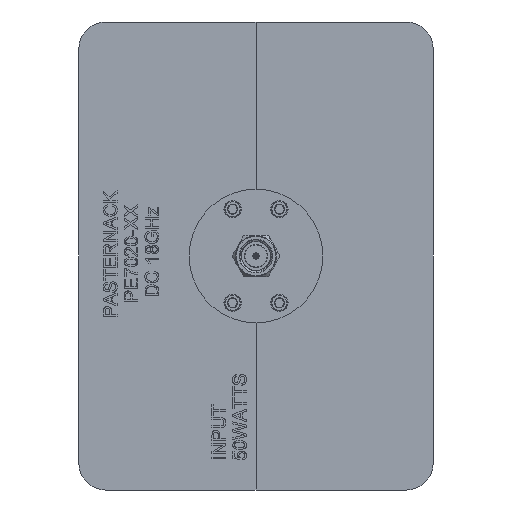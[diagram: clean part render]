
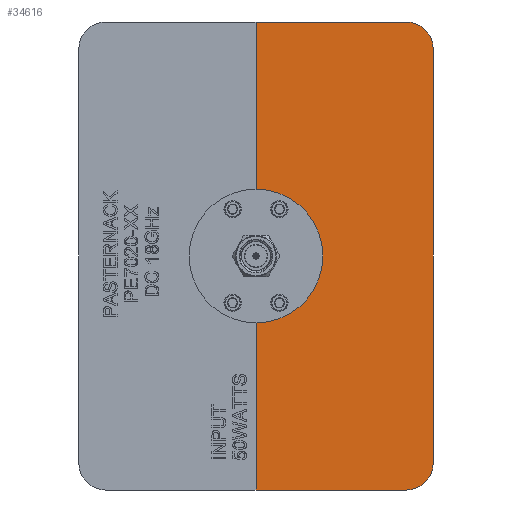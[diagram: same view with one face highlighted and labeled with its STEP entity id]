
A CAD part, left-side view. The second image highlights one B-rep face of the part: STEP entity #34616.
In plain terms, the highlighted planar face has unit normal (-1, 0, 0).
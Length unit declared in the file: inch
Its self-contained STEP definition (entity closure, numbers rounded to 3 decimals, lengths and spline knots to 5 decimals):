
#56 = CARTESIAN_POINT ( 'NONE',  ( -1.43825, -1.325, 1.55 ) ) ;
#620 = CIRCLE ( 'NONE', #38032, 0.2 ) ;
#1066 = VECTOR ( 'NONE', #16964, 39.37008 ) ;
#1347 = AXIS2_PLACEMENT_3D ( 'NONE', #27209, #12904, #18772 ) ;
#1357 = VERTEX_POINT ( 'NONE', #1385 ) ;
#1385 = CARTESIAN_POINT ( 'NONE',  ( -1.43825, -1.325, -1.55 ) ) ;
#1486 = CARTESIAN_POINT ( 'NONE',  ( -1.43825, 0., 1.75 ) ) ;
#1803 = EDGE_CURVE ( 'NONE', #3224, #18146, #620, .T. ) ;
#2139 = DIRECTION ( 'NONE',  ( -1., 0., 0. ) ) ;
#2478 = CIRCLE ( 'NONE', #36670, 0.2 ) ;
#2673 = DIRECTION ( 'NONE',  ( -1., 0., 0. ) ) ;
#3224 = VERTEX_POINT ( 'NONE', #56 ) ;
#3327 = ORIENTED_EDGE ( 'NONE', *, *, #15104, .F. ) ;
#4426 = CARTESIAN_POINT ( 'NONE',  ( -1.43825, 0., 1.75 ) ) ;
#4924 = EDGE_CURVE ( 'NONE', #5549, #12568, #20500, .T. ) ;
#5549 = VERTEX_POINT ( 'NONE', #4426 ) ;
#6566 = DIRECTION ( 'NONE',  ( -1., 0., 0. ) ) ;
#6847 = ORIENTED_EDGE ( 'NONE', *, *, #8059, .F. ) ;
#8059 = EDGE_CURVE ( 'NONE', #3224, #1357, #28969, .T. ) ;
#8100 = VECTOR ( 'NONE', #17775, 39.37008 ) ;
#10100 = ORIENTED_EDGE ( 'NONE', *, *, #10299, .T. ) ;
#10272 = EDGE_CURVE ( 'NONE', #18146, #5549, #12256, .T. ) ;
#10299 = EDGE_CURVE ( 'NONE', #33443, #1357, #2478, .T. ) ;
#11464 = AXIS2_PLACEMENT_3D ( 'NONE', #20619, #2673, #23834 ) ;
#11583 = DIRECTION ( 'NONE',  ( 0., 1., 0. ) ) ;
#12190 = CARTESIAN_POINT ( 'NONE',  ( -1.43825, 0., 0.5 ) ) ;
#12256 = LINE ( 'NONE', #22668, #1066 ) ;
#12568 = VERTEX_POINT ( 'NONE', #12190 ) ;
#12904 = DIRECTION ( 'NONE',  ( -1., 0., 0. ) ) ;
#13432 = FACE_OUTER_BOUND ( 'NONE', #32690, .T. ) ;
#14767 = CARTESIAN_POINT ( 'NONE',  ( -1.43825, -1.325, 1.75 ) ) ;
#15104 = EDGE_CURVE ( 'NONE', #26408, #12568, #30988, .T. ) ;
#15286 = DIRECTION ( 'NONE',  ( 0., 0., 1. ) ) ;
#15469 = EDGE_CURVE ( 'NONE', #26408, #20972, #24972, .T. ) ;
#15528 = PLANE ( 'NONE',  #1347 ) ;
#16709 = DIRECTION ( 'NONE',  ( 0., 0., 1. ) ) ;
#16964 = DIRECTION ( 'NONE',  ( 0., 1., 0. ) ) ;
#17474 = CARTESIAN_POINT ( 'NONE',  ( -1.43825, 0., -1.75 ) ) ;
#17775 = DIRECTION ( 'NONE',  ( 0., 0., -1. ) ) ;
#18146 = VERTEX_POINT ( 'NONE', #19731 ) ;
#18468 = ORIENTED_EDGE ( 'NONE', *, *, #1803, .T. ) ;
#18772 = DIRECTION ( 'NONE',  ( 0., 0., 1. ) ) ;
#19731 = CARTESIAN_POINT ( 'NONE',  ( -1.43825, -1.125, 1.75 ) ) ;
#20151 = DIRECTION ( 'NONE',  ( 0., 0., -1. ) ) ;
#20500 = LINE ( 'NONE', #26375, #33952 ) ;
#20619 = CARTESIAN_POINT ( 'NONE',  ( -1.43825, 0., 0. ) ) ;
#20972 = VERTEX_POINT ( 'NONE', #17474 ) ;
#21459 = ORIENTED_EDGE ( 'NONE', *, *, #10272, .T. ) ;
#22668 = CARTESIAN_POINT ( 'NONE',  ( -1.43825, 0., 1.75 ) ) ;
#23834 = DIRECTION ( 'NONE',  ( 0., 0., 1. ) ) ;
#23846 = CARTESIAN_POINT ( 'NONE',  ( -1.43825, -1.125, 1.55 ) ) ;
#24047 = VECTOR ( 'NONE', #28215, 39.37008 ) ;
#24928 = CARTESIAN_POINT ( 'NONE',  ( -1.43825, -1.125, -1.75 ) ) ;
#24972 = LINE ( 'NONE', #1486, #24047 ) ;
#26375 = CARTESIAN_POINT ( 'NONE',  ( -1.43825, 0., 1.75 ) ) ;
#26408 = VERTEX_POINT ( 'NONE', #29489 ) ;
#27004 = ORIENTED_EDGE ( 'NONE', *, *, #4924, .T. ) ;
#27209 = CARTESIAN_POINT ( 'NONE',  ( -1.43825, 0., 1.75 ) ) ;
#28215 = DIRECTION ( 'NONE',  ( 0., 0., -1. ) ) ;
#28969 = LINE ( 'NONE', #14767, #8100 ) ;
#29489 = CARTESIAN_POINT ( 'NONE',  ( -1.43825, 0., -0.5 ) ) ;
#29591 = CARTESIAN_POINT ( 'NONE',  ( -1.43825, 0., -1.75 ) ) ;
#29827 = EDGE_CURVE ( 'NONE', #33443, #20972, #32676, .T. ) ;
#29864 = VECTOR ( 'NONE', #11583, 39.37008 ) ;
#30617 = ORIENTED_EDGE ( 'NONE', *, *, #29827, .F. ) ;
#30988 = CIRCLE ( 'NONE', #11464, 0.5 ) ;
#31255 = ORIENTED_EDGE ( 'NONE', *, *, #15469, .T. ) ;
#32676 = LINE ( 'NONE', #29591, #29864 ) ;
#32690 = EDGE_LOOP ( 'NONE', ( #21459, #27004, #3327, #31255, #30617, #10100, #6847, #18468 ) ) ;
#33443 = VERTEX_POINT ( 'NONE', #24928 ) ;
#33952 = VECTOR ( 'NONE', #20151, 39.37008 ) ;
#34616 = ADVANCED_FACE ( 'NONE', ( #13432 ), #15528, .T. ) ;
#36670 = AXIS2_PLACEMENT_3D ( 'NONE', #37319, #2139, #16709 ) ;
#37319 = CARTESIAN_POINT ( 'NONE',  ( -1.43825, -1.125, -1.55 ) ) ;
#38032 = AXIS2_PLACEMENT_3D ( 'NONE', #23846, #6566, #15286 ) ;
